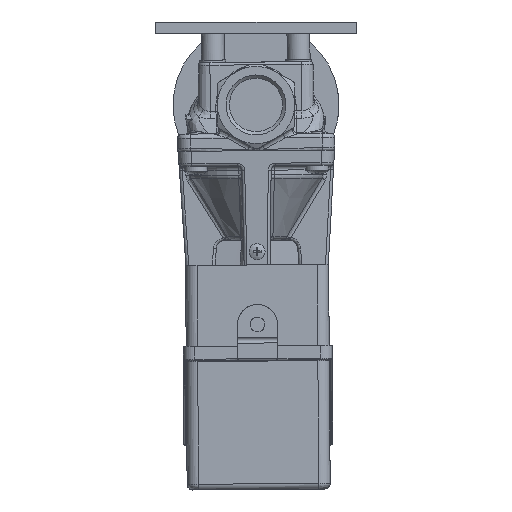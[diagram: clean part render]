
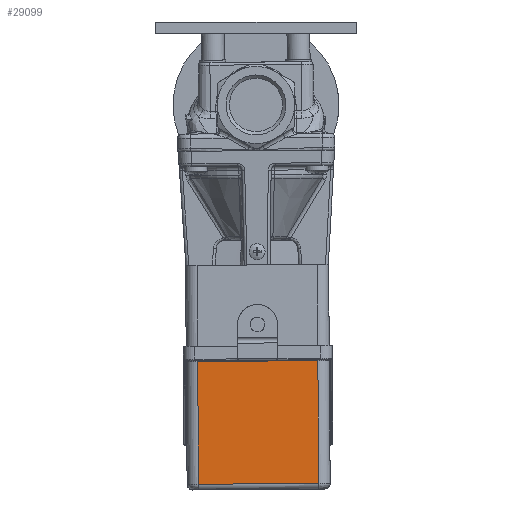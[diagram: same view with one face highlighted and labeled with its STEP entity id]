
A CAD part, left-side view. The second image highlights one B-rep face of the part: STEP entity #29099.
In plain terms, the highlighted planar face has unit normal (-1, 0, 0).
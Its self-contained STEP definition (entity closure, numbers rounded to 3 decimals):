
#4601=LINE('',#48226,#6343);
#4611=LINE('',#48249,#6353);
#4976=LINE('',#54555,#6718);
#5057=LINE('',#54786,#6799);
#6343=VECTOR('',#36144,42.);
#6353=VECTOR('',#36166,38.9);
#6718=VECTOR('',#37923,38.9);
#6799=VECTOR('',#38136,42.);
#8273=FACE_OUTER_BOUND('',#10083,.T.);
#10083=EDGE_LOOP('',(#23998,#23999,#24000,#24001));
#13411=VERTEX_POINT('',#48200);
#13414=VERTEX_POINT('',#48221);
#13421=VERTEX_POINT('',#48248);
#13924=VERTEX_POINT('',#54553);
#16553=EDGE_CURVE('',#13414,#13411,#4601,.F.);
#16564=EDGE_CURVE('',#13414,#13421,#4611,.T.);
#17409=EDGE_CURVE('',#13411,#13924,#4976,.T.);
#17524=EDGE_CURVE('',#13924,#13421,#5057,.T.);
#23998=ORIENTED_EDGE('',*,*,#17409,.T.);
#23999=ORIENTED_EDGE('',*,*,#17524,.T.);
#24000=ORIENTED_EDGE('',*,*,#16564,.F.);
#24001=ORIENTED_EDGE('',*,*,#16553,.T.);
#27844=PLANE('',#31744);
#29099=ADVANCED_FACE('',(#8273),#27844,.F.);
#31744=AXIS2_PLACEMENT_3D('',#54785,#38134,#38135);
#36144=DIRECTION('',(0.,1.,-0.007));
#36166=DIRECTION('',(0.,0.007,1.));
#37923=DIRECTION('',(0.,0.007,1.));
#38134=DIRECTION('center_axis',(1.,0.,0.));
#38135=DIRECTION('ref_axis',(0.,0.007,1.));
#38136=DIRECTION('',(0.,1.,-0.007));
#48200=CARTESIAN_POINT('',(-144.875,-25.285,-79.784));
#48221=CARTESIAN_POINT('',(-144.875,16.714,-80.075));
#48226=CARTESIAN_POINT('',(-144.875,-25.285,-79.784));
#48248=CARTESIAN_POINT('',(-144.875,17.012,-37.176));
#48249=CARTESIAN_POINT('',(-144.875,16.742,-76.075));
#54553=CARTESIAN_POINT('',(-144.875,-24.987,-36.885));
#54555=CARTESIAN_POINT('',(-144.875,-25.257,-75.784));
#54785=CARTESIAN_POINT('Origin',(-144.875,-25.271,-77.784));
#54786=CARTESIAN_POINT('',(-144.875,-24.987,-36.885));
